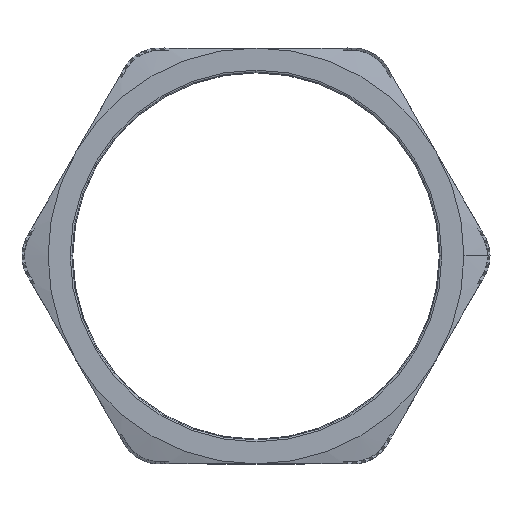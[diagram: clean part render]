
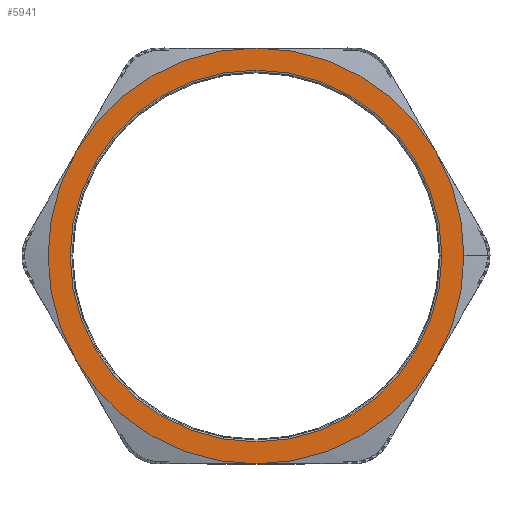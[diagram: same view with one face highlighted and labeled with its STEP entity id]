
A CAD part, top view. The second image highlights one B-rep face of the part: STEP entity #5941.
In plain terms, the highlighted planar face has unit normal (0, 0, 1).
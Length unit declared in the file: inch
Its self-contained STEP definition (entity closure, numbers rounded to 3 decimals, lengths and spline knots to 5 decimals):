
#1276 = CARTESIAN_POINT ( 'NONE',  ( 0.63, 0., 0.14 ) ) ;
#1337 = CARTESIAN_POINT ( 'NONE',  ( 0.5456, 0.315, 0.14 ) ) ;
#1376 = CARTESIAN_POINT ( 'NONE',  ( -0.5456, 0.315, 0.14 ) ) ;
#1393 = DIRECTION ( 'NONE',  ( -1., 0., 0. ) ) ;
#1394 = DIRECTION ( 'NONE',  ( 0., 0., -1. ) ) ;
#1395 = CARTESIAN_POINT ( 'NONE',  ( 0., 0., 0.14 ) ) ;
#1396 = AXIS2_PLACEMENT_3D ( 'NONE', #1395, #1394, #1393 ) ;
#1397 = CIRCLE ( 'NONE', #1396, 0.63 ) ;
#2041 = CARTESIAN_POINT ( 'NONE',  ( -0.563, 0., 0.14 ) ) ;
#2042 = DIRECTION ( 'NONE',  ( -1., 0., 0. ) ) ;
#2043 = DIRECTION ( 'NONE',  ( 0., 0., -1. ) ) ;
#2044 = CARTESIAN_POINT ( 'NONE',  ( 0., 0., 0.14 ) ) ;
#2045 = AXIS2_PLACEMENT_3D ( 'NONE', #2044, #2043, #2042 ) ;
#2046 = CIRCLE ( 'NONE', #2045, 0.563 ) ;
#2047 = CARTESIAN_POINT ( 'NONE',  ( 0.563, 0., 0.14 ) ) ;
#2175 = CARTESIAN_POINT ( 'NONE',  ( -0.5456, -0.315, 0.14 ) ) ;
#2362 = CARTESIAN_POINT ( 'NONE',  ( 0., -0.63, 0.14 ) ) ;
#2390 = CARTESIAN_POINT ( 'NONE',  ( 0.5456, -0.315, 0.14 ) ) ;
#2663 = CARTESIAN_POINT ( 'NONE',  ( 0., 0.63, 0.14 ) ) ;
#2960 = DIRECTION ( 'NONE',  ( 0., 0., -1. ) ) ;
#2961 = AXIS2_PLACEMENT_3D ( 'NONE', #2963, #2960, #2987 ) ;
#2962 = CIRCLE ( 'NONE', #2961, 0.63 ) ;
#2963 = CARTESIAN_POINT ( 'NONE',  ( 0., 0., 0.14 ) ) ;
#2982 = DIRECTION ( 'NONE',  ( -1., 0., 0. ) ) ;
#2983 = DIRECTION ( 'NONE',  ( 0., 0., -1. ) ) ;
#2984 = CARTESIAN_POINT ( 'NONE',  ( 0., 0., 0.14 ) ) ;
#2985 = AXIS2_PLACEMENT_3D ( 'NONE', #2984, #2983, #2982 ) ;
#2986 = CIRCLE ( 'NONE', #2985, 0.63 ) ;
#2987 = DIRECTION ( 'NONE',  ( -1., 0., 0. ) ) ;
#3082 = DIRECTION ( 'NONE',  ( 0., 0., -1. ) ) ;
#3083 = CARTESIAN_POINT ( 'NONE',  ( 0., 0., 0.14 ) ) ;
#3084 = AXIS2_PLACEMENT_3D ( 'NONE', #3083, #3082, #3139 ) ;
#3085 = CIRCLE ( 'NONE', #3084, 0.63 ) ;
#3086 = CARTESIAN_POINT ( 'NONE',  ( 0., 0., 0.14 ) ) ;
#3130 = DIRECTION ( 'NONE',  ( 1., 0., 0. ) ) ;
#3131 = DIRECTION ( 'NONE',  ( 0., 0., 1. ) ) ;
#3132 = CARTESIAN_POINT ( 'NONE',  ( 0., 0., 0.14 ) ) ;
#3133 = AXIS2_PLACEMENT_3D ( 'NONE', #3132, #3131, #3130 ) ;
#3134 = CIRCLE ( 'NONE', #3133, 0.63 ) ;
#3135 = DIRECTION ( 'NONE',  ( -1., 0., 0. ) ) ;
#3136 = DIRECTION ( 'NONE',  ( 0., 0., -1. ) ) ;
#3137 = AXIS2_PLACEMENT_3D ( 'NONE', #3086, #3136, #3135 ) ;
#3138 = CIRCLE ( 'NONE', #3137, 0.63 ) ;
#3139 = DIRECTION ( 'NONE',  ( -1., 0., 0. ) ) ;
#3147 = DIRECTION ( 'NONE',  ( -1., 0., 0. ) ) ;
#3148 = DIRECTION ( 'NONE',  ( 0., 0., -1. ) ) ;
#3149 = CARTESIAN_POINT ( 'NONE',  ( 0., 0., 0.14 ) ) ;
#3150 = AXIS2_PLACEMENT_3D ( 'NONE', #3149, #3148, #3147 ) ;
#3151 = CIRCLE ( 'NONE', #3150, 0.63 ) ;
#3152 = DIRECTION ( 'NONE',  ( -1., 0., 0. ) ) ;
#3153 = DIRECTION ( 'NONE',  ( 0., 0., -1. ) ) ;
#3154 = CARTESIAN_POINT ( 'NONE',  ( 0., 0., 0.14 ) ) ;
#3155 = AXIS2_PLACEMENT_3D ( 'NONE', #3154, #3153, #3152 ) ;
#3156 = CIRCLE ( 'NONE', #3155, 0.563 ) ;
#3157 = DIRECTION ( 'NONE',  ( -1., 0., 0. ) ) ;
#3158 = DIRECTION ( 'NONE',  ( 0., 0., -1. ) ) ;
#3159 = CARTESIAN_POINT ( 'NONE',  ( -0.36373, 0.63, 0.14 ) ) ;
#3160 = AXIS2_PLACEMENT_3D ( 'NONE', #3159, #3158, #3157 ) ;
#3161 = PLANE ( 'NONE',  #3160 ) ;
#3162 = FACE_OUTER_BOUND ( 'NONE', #5946, .T. ) ;
#3163 = FACE_BOUND ( 'NONE', #5942, .T. ) ;
#5017 = VERTEX_POINT ( 'NONE', #1276 ) ;
#5045 = VERTEX_POINT ( 'NONE', #1337 ) ;
#5071 = VERTEX_POINT ( 'NONE', #1376 ) ;
#5085 = EDGE_CURVE ( 'NONE', #5045, #5017, #1397, .T. ) ;
#5398 = VERTEX_POINT ( 'NONE', #2047 ) ;
#5400 = EDGE_CURVE ( 'NONE', #5401, #5398, #2046, .T. ) ;
#5401 = VERTEX_POINT ( 'NONE', #2041 ) ;
#5466 = VERTEX_POINT ( 'NONE', #2175 ) ;
#5563 = VERTEX_POINT ( 'NONE', #2390 ) ;
#5579 = VERTEX_POINT ( 'NONE', #2362 ) ;
#5711 = VERTEX_POINT ( 'NONE', #2663 ) ;
#5864 = ORIENTED_EDGE ( 'NONE', *, *, #5865, .F. ) ;
#5865 = EDGE_CURVE ( 'NONE', #5466, #5071, #2962, .T. ) ;
#5866 = ORIENTED_EDGE ( 'NONE', *, *, #5867, .F. ) ;
#5867 = EDGE_CURVE ( 'NONE', #5579, #5466, #2986, .T. ) ;
#5927 = ORIENTED_EDGE ( 'NONE', *, *, #5928, .F. ) ;
#5928 = EDGE_CURVE ( 'NONE', #5563, #5579, #3085, .T. ) ;
#5929 = ORIENTED_EDGE ( 'NONE', *, *, #5930, .F. ) ;
#5930 = EDGE_CURVE ( 'NONE', #5017, #5563, #3138, .T. ) ;
#5931 = ORIENTED_EDGE ( 'NONE', *, *, #5085, .F. ) ;
#5932 = ORIENTED_EDGE ( 'NONE', *, *, #5933, .T. ) ;
#5933 = EDGE_CURVE ( 'NONE', #5045, #5711, #3134, .T. ) ;
#5941 = ADVANCED_FACE ( 'NONE', ( #3163, #3162 ), #3161, .F. ) ;
#5942 = EDGE_LOOP ( 'NONE', ( #5943, #5944 ) ) ;
#5943 = ORIENTED_EDGE ( 'NONE', *, *, #5400, .T. ) ;
#5944 = ORIENTED_EDGE ( 'NONE', *, *, #5945, .T. ) ;
#5945 = EDGE_CURVE ( 'NONE', #5398, #5401, #3156, .T. ) ;
#5946 = EDGE_LOOP ( 'NONE', ( #5947, #5864, #5866, #5927, #5929, #5931, #5932 ) ) ;
#5947 = ORIENTED_EDGE ( 'NONE', *, *, #5948, .F. ) ;
#5948 = EDGE_CURVE ( 'NONE', #5071, #5711, #3151, .T. ) ;
